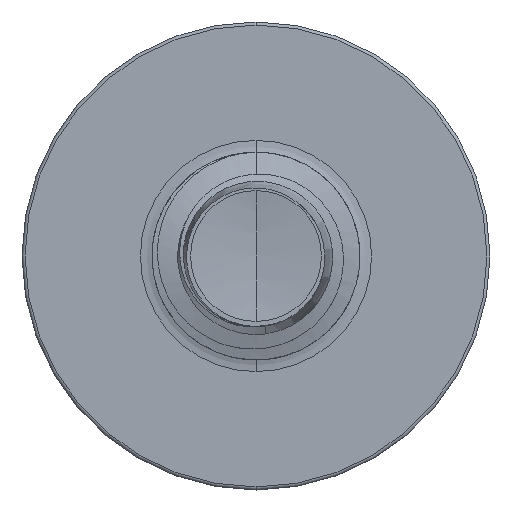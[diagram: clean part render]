
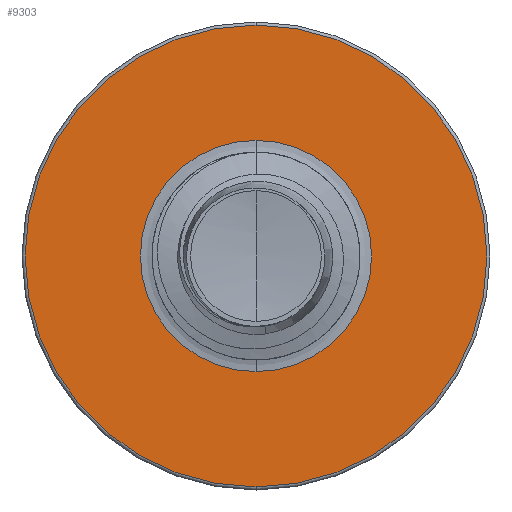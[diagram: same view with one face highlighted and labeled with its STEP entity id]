
A CAD part, front view. The second image highlights one B-rep face of the part: STEP entity #9303.
In plain terms, the highlighted planar face has unit normal (0, -1, 0).
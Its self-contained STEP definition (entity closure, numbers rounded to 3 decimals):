
#662 = DIRECTION ( 'NONE',  ( 0., 0., 1. ) ) ;
#904 = DIRECTION ( 'NONE',  ( 0., 1., 0. ) ) ;
#946 = CARTESIAN_POINT ( 'NONE',  ( 0., 3., 0. ) ) ;
#1568 = VERTEX_POINT ( 'NONE', #2891 ) ;
#2891 = CARTESIAN_POINT ( 'NONE',  ( 0., 3., -1.112 ) ) ;
#2955 = EDGE_CURVE ( 'NONE', #10271, #1568, #8556, .T. ) ;
#3093 = EDGE_CURVE ( 'NONE', #4560, #4572, #5683, .T. ) ;
#3651 = ORIENTED_EDGE ( 'NONE', *, *, #2955, .T. ) ;
#3937 = DIRECTION ( 'NONE',  ( 0., 0., 1. ) ) ;
#3939 = DIRECTION ( 'NONE',  ( 0., 1., 0. ) ) ;
#3958 = PLANE ( 'NONE',  #11921 ) ;
#4359 = CARTESIAN_POINT ( 'NONE',  ( 0., 3., -1.112 ) ) ;
#4560 = VERTEX_POINT ( 'NONE', #7219 ) ;
#4572 = VERTEX_POINT ( 'NONE', #7067 ) ;
#4787 = ORIENTED_EDGE ( 'NONE', *, *, #10806, .F. ) ;
#5683 = CIRCLE ( 'NONE', #9815, 2.22 ) ;
#5975 = AXIS2_PLACEMENT_3D ( 'NONE', #12486, #12629, #12466 ) ;
#7067 = CARTESIAN_POINT ( 'NONE',  ( 0., 3., 2.22 ) ) ;
#7122 = EDGE_LOOP ( 'NONE', ( #3651, #10420 ) ) ;
#7146 = DIRECTION ( 'NONE',  ( 0., 0., 1. ) ) ;
#7148 = DIRECTION ( 'NONE',  ( 0., 1., 0. ) ) ;
#7219 = CARTESIAN_POINT ( 'NONE',  ( 0., 3., -2.22 ) ) ;
#7543 = CARTESIAN_POINT ( 'NONE',  ( 0., 3., 0. ) ) ;
#8400 = AXIS2_PLACEMENT_3D ( 'NONE', #10479, #10478, #10468 ) ;
#8556 = CIRCLE ( 'NONE', #5975, 1.112 ) ;
#9303 = ADVANCED_FACE ( 'NONE', ( #10593, #12723 ), #3958, .F. ) ;
#9499 = EDGE_LOOP ( 'NONE', ( #4787, #10056 ) ) ;
#9705 = AXIS2_PLACEMENT_3D ( 'NONE', #946, #904, #662 ) ;
#9815 = AXIS2_PLACEMENT_3D ( 'NONE', #7543, #7148, #7146 ) ;
#10056 = ORIENTED_EDGE ( 'NONE', *, *, #3093, .F. ) ;
#10271 = VERTEX_POINT ( 'NONE', #12510 ) ;
#10311 = EDGE_CURVE ( 'NONE', #1568, #10271, #11233, .T. ) ;
#10420 = ORIENTED_EDGE ( 'NONE', *, *, #10311, .T. ) ;
#10468 = DIRECTION ( 'NONE',  ( 0., 0., 1. ) ) ;
#10469 = CIRCLE ( 'NONE', #8400, 2.22 ) ;
#10478 = DIRECTION ( 'NONE',  ( 0., 1., 0. ) ) ;
#10479 = CARTESIAN_POINT ( 'NONE',  ( 0., 3., 0. ) ) ;
#10593 = FACE_OUTER_BOUND ( 'NONE', #9499, .T. ) ;
#10806 = EDGE_CURVE ( 'NONE', #4572, #4560, #10469, .T. ) ;
#11233 = CIRCLE ( 'NONE', #9705, 1.112 ) ;
#11921 = AXIS2_PLACEMENT_3D ( 'NONE', #4359, #3939, #3937 ) ;
#12466 = DIRECTION ( 'NONE',  ( 0., 0., 1. ) ) ;
#12486 = CARTESIAN_POINT ( 'NONE',  ( 0., 3., 0. ) ) ;
#12510 = CARTESIAN_POINT ( 'NONE',  ( 0., 3., 1.112 ) ) ;
#12629 = DIRECTION ( 'NONE',  ( 0., 1., 0. ) ) ;
#12723 = FACE_BOUND ( 'NONE', #7122, .T. ) ;
